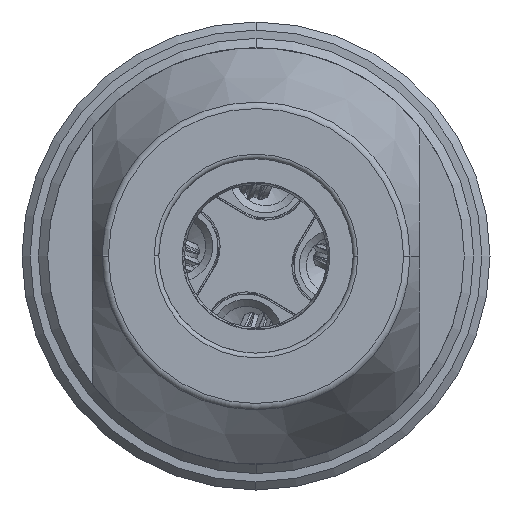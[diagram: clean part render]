
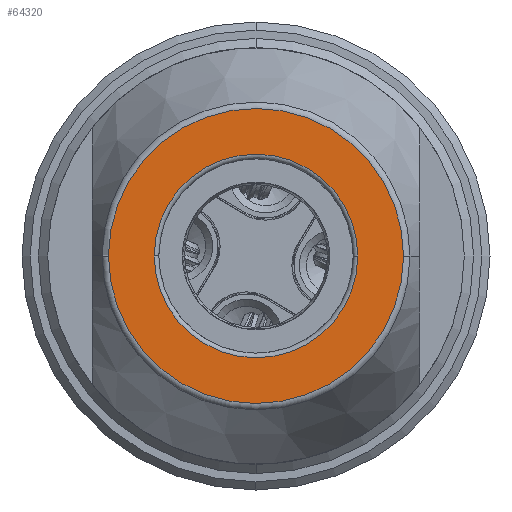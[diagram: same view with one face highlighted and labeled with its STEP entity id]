
A CAD part, front view. The second image highlights one B-rep face of the part: STEP entity #64320.
In plain terms, the highlighted planar face has unit normal (0, -1, 0).
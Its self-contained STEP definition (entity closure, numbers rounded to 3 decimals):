
#22462=CARTESIAN_POINT('',(0.,-45.15,0.));
#22463=DIRECTION('',(0.,1.,0.));
#22464=DIRECTION('',(-1.,0.,0.));
#22465=AXIS2_PLACEMENT_3D('',#22462,#22463,#22464);
#22482=CARTESIAN_POINT('',(0.,-45.15,0.));
#22483=DIRECTION('',(0.,1.,0.));
#22484=DIRECTION('',(1.,0.,0.));
#22485=AXIS2_PLACEMENT_3D('',#22482,#22483,#22484);
#22492=CARTESIAN_POINT('',(0.,-45.15,0.));
#22493=DIRECTION('',(0.,1.,0.));
#22494=DIRECTION('',(1.,0.,-0.007));
#22495=AXIS2_PLACEMENT_3D('',#22492,#22493,#22494);
#22497=CARTESIAN_POINT('',(0.,-45.15,0.));
#22498=DIRECTION('',(0.,1.,0.));
#22499=DIRECTION('',(-1.,0.,0.007));
#22500=AXIS2_PLACEMENT_3D('',#22497,#22498,#22499);
#22502=CARTESIAN_POINT('',(0.,-45.15,0.));
#22503=DIRECTION('',(0.,-1.,0.));
#22504=DIRECTION('',(1.,0.,0.));
#22505=AXIS2_PLACEMENT_3D('',#22502,#22503,#22504);
#22507=CARTESIAN_POINT('',(0.,-45.15,0.));
#22508=DIRECTION('',(0.,-1.,0.));
#22509=DIRECTION('',(-1.,0.,0.));
#22510=AXIS2_PLACEMENT_3D('',#22507,#22508,#22509);
#22512=CARTESIAN_POINT('',(0.,-45.15,0.));
#22513=DIRECTION('',(0.,-1.,0.));
#22514=DIRECTION('',(1.,0.,-0.007));
#22515=AXIS2_PLACEMENT_3D('',#22512,#22513,#22514);
#22532=CARTESIAN_POINT('',(0.,-45.15,0.));
#22533=DIRECTION('',(0.,-1.,0.));
#22534=DIRECTION('',(-1.,0.,0.007));
#22535=AXIS2_PLACEMENT_3D('',#22532,#22533,#22534);
#32087=CARTESIAN_POINT('',(-4.35,-45.15,0.));
#32088=VERTEX_POINT('',#32087);
#32089=CARTESIAN_POINT('',(4.35,-45.15,0.));
#32090=CARTESIAN_POINT('',(-4.35,-45.15,0.053));
#32091=VERTEX_POINT('',#32089);
#32092=VERTEX_POINT('',#32090);
#32093=CARTESIAN_POINT('',(4.35,-45.15,-0.053));
#32094=VERTEX_POINT('',#32093);
#32095=CARTESIAN_POINT('',(6.303,-45.15,-0.044));
#32096=CARTESIAN_POINT('',(-6.304,-45.15,0.));
#32097=VERTEX_POINT('',#32095);
#32098=VERTEX_POINT('',#32096);
#32099=CARTESIAN_POINT('',(6.304,-45.15,0.001));
#32100=VERTEX_POINT('',#32099);
#32101=CARTESIAN_POINT('',(-6.303,-45.15,0.044));
#32102=VERTEX_POINT('',#32101);
#64299=CARTESIAN_POINT('',(0.,-45.15,0.));
#64300=DIRECTION('',(0.,-1.,0.));
#64301=DIRECTION('',(-1.,0.,0.));
#64302=AXIS2_PLACEMENT_3D('',#64299,#64300,#64301);
#64303=PLANE('',#64302);
#64305=ORIENTED_EDGE('',*,*,#64304,.F.);
#64307=ORIENTED_EDGE('',*,*,#64306,.T.);
#64309=ORIENTED_EDGE('',*,*,#64308,.F.);
#64311=ORIENTED_EDGE('',*,*,#64310,.T.);
#64312=EDGE_LOOP('',(#64305,#64307,#64309,#64311));
#64313=FACE_OUTER_BOUND('',#64312,.F.);
#64314=ORIENTED_EDGE('',*,*,#64276,.T.);
#64315=ORIENTED_EDGE('',*,*,#64274,.F.);
#64316=ORIENTED_EDGE('',*,*,#64293,.T.);
#64317=ORIENTED_EDGE('',*,*,#64291,.F.);
#64318=EDGE_LOOP('',(#64314,#64315,#64316,#64317));
#64319=FACE_BOUND('',#64318,.F.);
#22466=CIRCLE('',#22465,4.35);
#22486=CIRCLE('',#22485,4.35);
#22496=CIRCLE('',#22495,6.304);
#22501=CIRCLE('',#22500,6.304);
#22506=CIRCLE('',#22505,4.35);
#22511=CIRCLE('',#22510,4.35);
#22516=CIRCLE('',#22515,6.304);
#22536=CIRCLE('',#22535,6.304);
#64274=EDGE_CURVE('',#32088,#32092,#22466,.T.);
#64276=EDGE_CURVE('',#32091,#32092,#22506,.T.);
#64291=EDGE_CURVE('',#32091,#32094,#22486,.T.);
#64293=EDGE_CURVE('',#32088,#32094,#22511,.T.);
#64304=EDGE_CURVE('',#32097,#32100,#22516,.T.);
#64306=EDGE_CURVE('',#32097,#32098,#22496,.T.);
#64308=EDGE_CURVE('',#32102,#32098,#22536,.T.);
#64310=EDGE_CURVE('',#32102,#32100,#22501,.T.);
#64320=ADVANCED_FACE('',(#64313,#64319),#64303,.T.);
